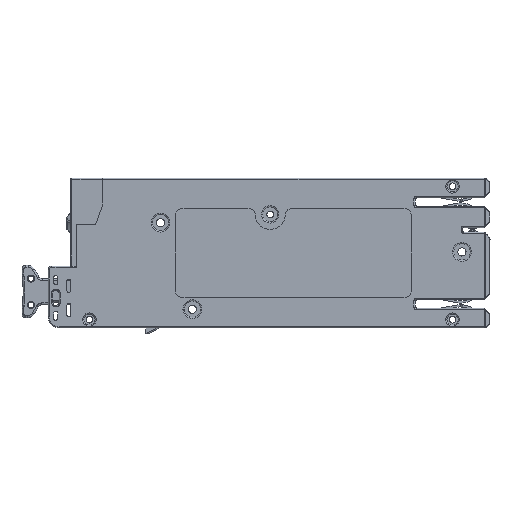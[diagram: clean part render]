
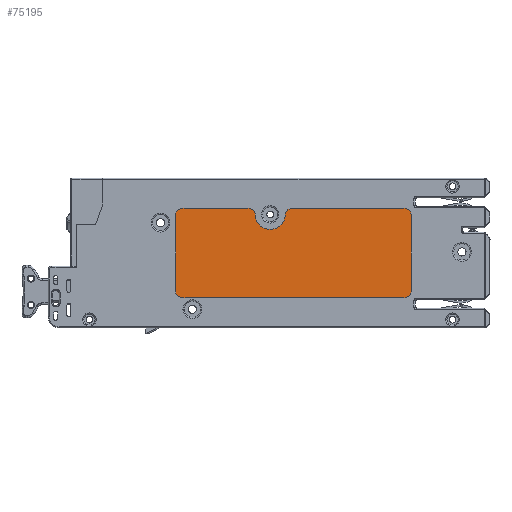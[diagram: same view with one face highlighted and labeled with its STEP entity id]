
A CAD part, left-side view. The second image highlights one B-rep face of the part: STEP entity #75195.
In plain terms, the highlighted planar face has unit normal (1, 0, 0).
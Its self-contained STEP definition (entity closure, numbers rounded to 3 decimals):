
#36473=CARTESIAN_POINT('',(-3.95,82.,-10.));
#36474=DIRECTION('',(-1.,0.,0.));
#36475=DIRECTION('',(0.,0.,1.));
#36476=AXIS2_PLACEMENT_3D('',#36473,#36474,#36475);
#36481=DIRECTION('',(0.,0.,-1.));
#36482=VECTOR('',#36481,20.);
#36483=CARTESIAN_POINT('',(-3.95,84.,-10.));
#36484=LINE('',#36483,#36482);
#36488=CARTESIAN_POINT('',(-3.95,82.,-30.));
#36489=DIRECTION('',(-1.,0.,0.));
#36490=DIRECTION('',(0.,1.,0.));
#36491=AXIS2_PLACEMENT_3D('',#36488,#36489,#36490);
#36496=DIRECTION('',(0.,-1.,0.));
#36497=VECTOR('',#36496,59.);
#36498=CARTESIAN_POINT('',(-3.95,82.,-32.));
#36499=LINE('',#36498,#36497);
#36503=CARTESIAN_POINT('',(-3.95,23.,-30.));
#36504=DIRECTION('',(-1.,0.,0.));
#36505=DIRECTION('',(0.,0.,-1.));
#36506=AXIS2_PLACEMENT_3D('',#36503,#36504,#36505);
#36511=DIRECTION('',(0.,0.,1.));
#36512=VECTOR('',#36511,20.);
#36513=CARTESIAN_POINT('',(-3.95,21.,-30.));
#36514=LINE('',#36513,#36512);
#36518=CARTESIAN_POINT('',(-3.95,23.,-10.));
#36519=DIRECTION('',(-1.,0.,0.));
#36520=DIRECTION('',(0.,-1.,0.));
#36521=AXIS2_PLACEMENT_3D('',#36518,#36519,#36520);
#36526=DIRECTION('',(0.,1.,0.));
#36527=VECTOR('',#36526,29.708);
#36528=CARTESIAN_POINT('',(-3.95,23.,-8.));
#36529=LINE('',#36528,#36527);
#36533=CARTESIAN_POINT('',(-3.95,52.708,-10.));
#36534=DIRECTION('',(-1.,0.,0.));
#36535=DIRECTION('',(0.,0.,1.));
#36536=AXIS2_PLACEMENT_3D('',#36533,#36534,#36535);
#36541=CARTESIAN_POINT('',(-3.95,58.7,-9.7));
#36542=DIRECTION('',(1.,0.,0.));
#36543=DIRECTION('',(0.,-0.999,-0.05));
#36544=AXIS2_PLACEMENT_3D('',#36541,#36542,#36543);
#36549=CARTESIAN_POINT('',(-3.95,64.692,-10.));
#36550=DIRECTION('',(-1.,0.,0.));
#36551=DIRECTION('',(0.,-0.999,0.05));
#36552=AXIS2_PLACEMENT_3D('',#36549,#36550,#36551);
#36557=DIRECTION('',(0.,1.,0.));
#36558=VECTOR('',#36557,17.308);
#36559=CARTESIAN_POINT('',(-3.95,64.692,-8.));
#36560=LINE('',#36559,#36558);
#46191=CARTESIAN_POINT('',(-3.95,84.,-10.));
#46192=VERTEX_POINT('',#46191);
#46193=CARTESIAN_POINT('',(-3.95,82.,-8.));
#46194=VERTEX_POINT('',#46193);
#46195=CARTESIAN_POINT('',(-3.95,84.,-30.));
#46196=VERTEX_POINT('',#46195);
#46197=CARTESIAN_POINT('',(-3.95,82.,-32.));
#46198=VERTEX_POINT('',#46197);
#46199=CARTESIAN_POINT('',(-3.95,23.,-32.));
#46200=VERTEX_POINT('',#46199);
#46201=CARTESIAN_POINT('',(-3.95,21.,-30.));
#46202=VERTEX_POINT('',#46201);
#46203=CARTESIAN_POINT('',(-3.95,21.,-10.));
#46204=VERTEX_POINT('',#46203);
#46205=CARTESIAN_POINT('',(-3.95,23.,-8.));
#46206=VERTEX_POINT('',#46205);
#46207=CARTESIAN_POINT('',(-3.95,52.708,-8.));
#46208=VERTEX_POINT('',#46207);
#46209=CARTESIAN_POINT('',(-3.95,54.705,-9.9));
#46210=VERTEX_POINT('',#46209);
#46211=CARTESIAN_POINT('',(-3.95,62.695,-9.9));
#46212=VERTEX_POINT('',#46211);
#46213=CARTESIAN_POINT('',(-3.95,64.692,-8.));
#46214=VERTEX_POINT('',#46213);
#75176=CARTESIAN_POINT('',(-3.95,52.5,-20.));
#75177=DIRECTION('',(1.,0.,0.));
#75178=DIRECTION('',(0.,1.,0.));
#75179=AXIS2_PLACEMENT_3D('',#75176,#75177,#75178);
#75180=PLANE('',#75179);
#75181=ORIENTED_EDGE('',*,*,#75016,.T.);
#75182=ORIENTED_EDGE('',*,*,#75031,.T.);
#75183=ORIENTED_EDGE('',*,*,#75045,.T.);
#75184=ORIENTED_EDGE('',*,*,#75059,.T.);
#75185=ORIENTED_EDGE('',*,*,#75073,.T.);
#75186=ORIENTED_EDGE('',*,*,#75087,.T.);
#75187=ORIENTED_EDGE('',*,*,#75101,.T.);
#75188=ORIENTED_EDGE('',*,*,#75115,.T.);
#75189=ORIENTED_EDGE('',*,*,#75129,.T.);
#75190=ORIENTED_EDGE('',*,*,#75143,.T.);
#75191=ORIENTED_EDGE('',*,*,#75157,.T.);
#75192=ORIENTED_EDGE('',*,*,#75170,.T.);
#75193=EDGE_LOOP('',(#75181,#75182,#75183,#75184,#75185,#75186,#75187,#75188,
#75189,#75190,#75191,#75192));
#75194=FACE_OUTER_BOUND('',#75193,.F.);
#75195=ADVANCED_FACE('',(#75194),#75180,.T.);
#36477=CIRCLE('',#36476,2.);
#36492=CIRCLE('',#36491,2.);
#36507=CIRCLE('',#36506,2.);
#36522=CIRCLE('',#36521,2.);
#36537=CIRCLE('',#36536,2.);
#36545=CIRCLE('',#36544,4.);
#36553=CIRCLE('',#36552,2.);
#75016=EDGE_CURVE('',#46194,#46192,#36477,.T.);
#75031=EDGE_CURVE('',#46192,#46196,#36484,.T.);
#75045=EDGE_CURVE('',#46196,#46198,#36492,.T.);
#75059=EDGE_CURVE('',#46198,#46200,#36499,.T.);
#75073=EDGE_CURVE('',#46200,#46202,#36507,.T.);
#75087=EDGE_CURVE('',#46202,#46204,#36514,.T.);
#75101=EDGE_CURVE('',#46204,#46206,#36522,.T.);
#75115=EDGE_CURVE('',#46206,#46208,#36529,.T.);
#75129=EDGE_CURVE('',#46208,#46210,#36537,.T.);
#75143=EDGE_CURVE('',#46210,#46212,#36545,.T.);
#75157=EDGE_CURVE('',#46212,#46214,#36553,.T.);
#75170=EDGE_CURVE('',#46214,#46194,#36560,.T.);
